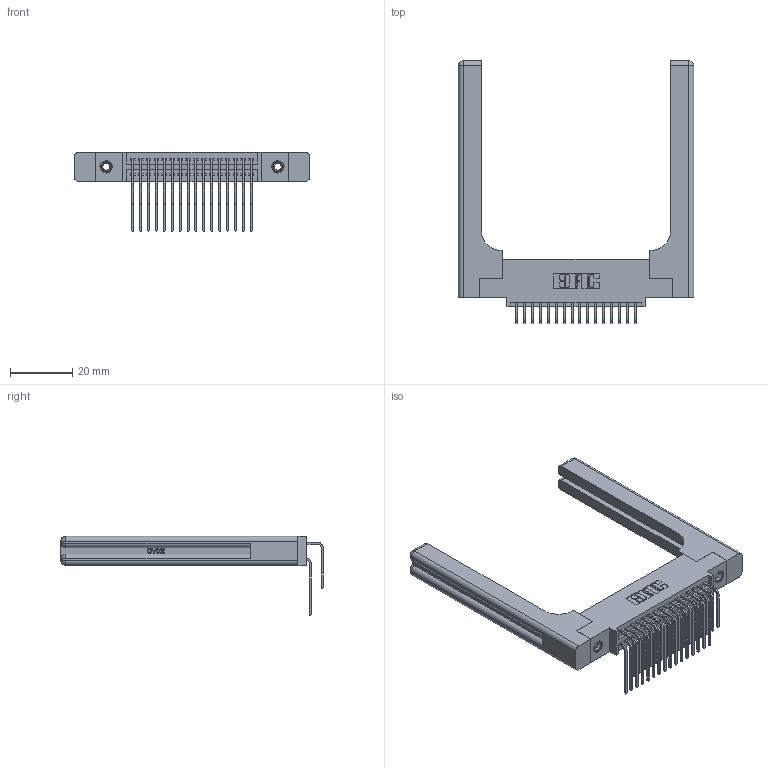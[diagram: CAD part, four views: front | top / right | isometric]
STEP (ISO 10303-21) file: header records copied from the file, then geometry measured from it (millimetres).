
FILE_DESCRIPTION (( 'STEP AP203' ), '1' );
FILE_NAME ('345-032-559-558.STEP', '2019-10-28T05:21:26', ( '' ), ( '' ), 'SwSTEP 2.0', 'SolidWorks 2016', '' );
FILE_SCHEMA (( 'CONFIG_CONTROL_DESIGN' ));
Length unit declared in the file: inch
Products named in the file (6): 345-250-001_345-250-001-102; 345 Part_0.110 Offset - 0.156 Dia-TH; 345-292-001_559 Tail - 2; 345-032-559-558; 345-220-058_345-220-058; 345-292-001_558 559 Tail - 1
Assembly tree (37 placements, depth 2):
  345-032-559-558
    345 Part_0.110 Offset - 0.156 Dia-TH
    345-292-001_558 559 Tail - 1  x16
    345-292-001_559 Tail - 2  x16
    345-250-001_345-250-001-102  x2
    345-220-058_345-220-058  x2
Bounding box: 75.67 x 84.32 x 25.53 mm (x, y, z)
Volume: 15695.3 mm3; surface area: 16188.9 mm2
Topology: 37 solids, 37 shells, 2050 faces, 5979 edges, 3922 vertices
Faces by surface type: plane 1352, cylinder 638, bspline 36, cone 12, sphere 8, torus 4
Entity records: 23020 total; most frequent: CARTESIAN_POINT 4924, ORIENTED_EDGE 3604, DIRECTION 3278, EDGE_CURVE 1802, LINE 1474, VECTOR 1474, VERTEX_POINT 1190, AXIS2_PLACEMENT_3D 902
